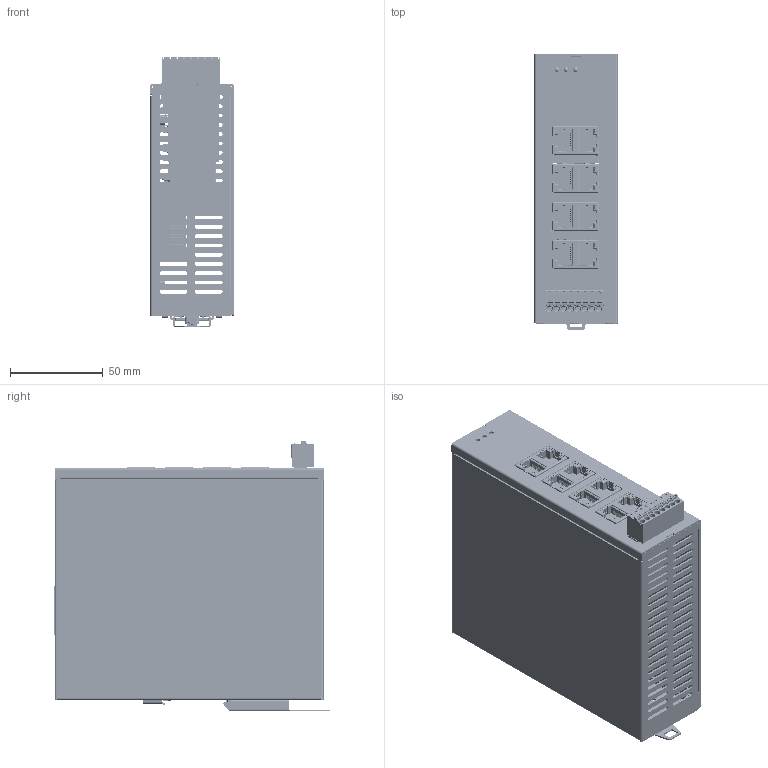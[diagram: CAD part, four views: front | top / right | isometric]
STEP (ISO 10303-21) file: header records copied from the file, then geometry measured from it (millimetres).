
FILE_DESCRIPTION (( 'STEP AP203' ), '1' );
FILE_NAME ('64-TG103X-A11.STEP', '2023-07-10T07:31:19', ( '' ), ( '' ), 'SwSTEP 2.0', 'SolidWorks 2020', '' );
FILE_SCHEMA (( 'CONFIG_CONTROL_DESIGN' ));
Products named in the file (1): 64-TG103X-A11
Bounding box: 45 x 148.85 x 145.8 mm (x, y, z)
Volume: 135258.2 mm3; surface area: 178636.1 mm2
Topology: 18 solids, 31 shells, 12480 faces, 33707 edges, 21387 vertices
Faces by surface type: plane 8198, cylinder 3558, bspline 391, sphere 154, torus 109, cone 70
Full cylindrical faces by diameter (mm): 0.5 x8, 0.7 x12, 1.777 x1, 2 x2, 2.5 x3, 3 x9, 3.186 x1, 4.5 x6, 5.5 x4, 8.124 x2
Entity records: 404262 total; most frequent: CARTESIAN_POINT 89913, ORIENTED_EDGE 67188, DIRECTION 62659, EDGE_CURVE 33594, LINE 24637, VECTOR 24637, VERTEX_POINT 21354, AXIS2_PLACEMENT_3D 19011
